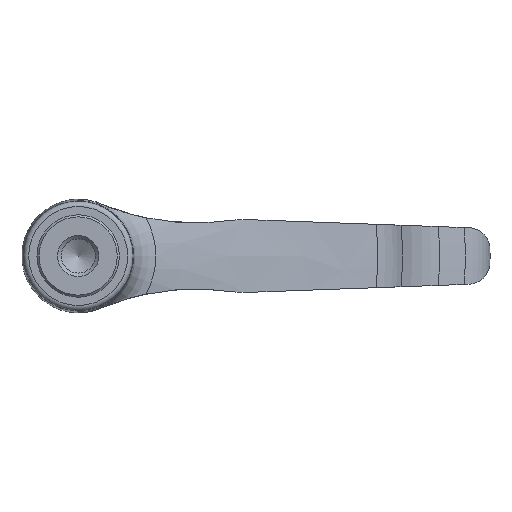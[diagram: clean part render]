
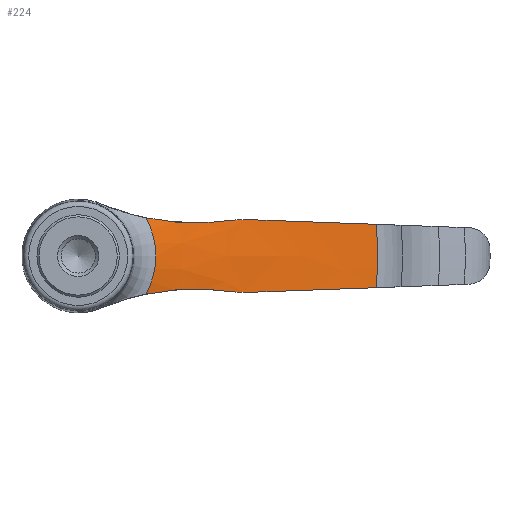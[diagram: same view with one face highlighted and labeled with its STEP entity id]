
A CAD part, front view. The second image highlights one B-rep face of the part: STEP entity #224.
In plain terms, the highlighted free-form (B-spline) face has degree [3, 3] with [4, 4] control points.
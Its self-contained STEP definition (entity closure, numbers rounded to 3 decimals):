
#224 = ADVANCED_FACE( '', ( #466 ), #467, .F. );
#466 = FACE_OUTER_BOUND( '', #710, .T. );
#467 = ( BOUNDED_SURFACE(  )B_SPLINE_SURFACE( 3, 3, ( ( #713, #714, #715, #716 ), ( #717, #718, #719, #720 ), ( #721, #722, #723, #724 ), ( #725, #726, #727, #728 ) ), .UNSPECIFIED., .F., .F., .F. )B_SPLINE_SURFACE_WITH_KNOTS( ( 4, 4 ), ( 4, 4 ), ( 5.763, 6.803 ), ( -2.047, -1.826 ), .UNSPECIFIED. )GEOMETRIC_REPRESENTATION_ITEM(  )RATIONAL_B_SPLINE_SURFACE( ( ( 1., 0.912, 0.912, 1. ), ( 0.996, 0.908, 0.908, 0.996 ), ( 0.996, 0.908, 0.908, 0.996 ), ( 1., 0.912, 0.912, 1. ) ) )REPRESENTATION_ITEM( '' )SURFACE(  ) );
#710 = EDGE_LOOP( '', ( #1324, #1325, #1326, #1327, #1328, #1329, #1330, #1331 ) );
#713 = CARTESIAN_POINT( '', ( 50.504, 42.6, -28.923 ) );
#714 = CARTESIAN_POINT( '', ( 61.013, 42.6, -10.573 ) );
#715 = CARTESIAN_POINT( '', ( 61.013, 42.6, 10.573 ) );
#716 = CARTESIAN_POINT( '', ( 50.504, 42.6, 28.923 ) );
#717 = CARTESIAN_POINT( '', ( 37.534, 38.702, -21.495 ) );
#718 = CARTESIAN_POINT( '', ( 45.344, 38.702, -7.858 ) );
#719 = CARTESIAN_POINT( '', ( 45.344, 38.702, 7.858 ) );
#720 = CARTESIAN_POINT( '', ( 37.534, 38.702, 21.495 ) );
#721 = CARTESIAN_POINT( '', ( 25.016, 33.18, -14.326 ) );
#722 = CARTESIAN_POINT( '', ( 30.222, 33.18, -5.237 ) );
#723 = CARTESIAN_POINT( '', ( 30.222, 33.18, 5.237 ) );
#724 = CARTESIAN_POINT( '', ( 25.016, 33.18, 14.326 ) );
#725 = CARTESIAN_POINT( '', ( 13.103, 26.1, -7.504 ) );
#726 = CARTESIAN_POINT( '', ( 15.83, 26.1, -2.743 ) );
#727 = CARTESIAN_POINT( '', ( 15.83, 26.1, 2.743 ) );
#728 = CARTESIAN_POINT( '', ( 13.103, 26.1, 7.504 ) );
#1324 = ORIENTED_EDGE( '', *, *, #1653, .F. );
#1325 = ORIENTED_EDGE( '', *, *, #1438, .T. );
#1326 = ORIENTED_EDGE( '', *, *, #1679, .T. );
#1327 = ORIENTED_EDGE( '', *, *, #1680, .T. );
#1328 = ORIENTED_EDGE( '', *, *, #1534, .T. );
#1329 = ORIENTED_EDGE( '', *, *, #1498, .T. );
#1330 = ORIENTED_EDGE( '', *, *, #1507, .F. );
#1331 = ORIENTED_EDGE( '', *, *, #1630, .F. );
#1438 = EDGE_CURVE( '', #1698, #1702, #1704, .T. );
#1498 = EDGE_CURVE( '', #1803, #1805, #1807, .T. );
#1507 = EDGE_CURVE( '', #1820, #1805, #1822, .T. );
#1534 = EDGE_CURVE( '', #1863, #1803, #1864, .T. );
#1630 = EDGE_CURVE( '', #2009, #1820, #2011, .T. );
#1653 = EDGE_CURVE( '', #1698, #2009, #2039, .T. );
#1679 = EDGE_CURVE( '', #1702, #2068, #2069, .T. );
#1680 = EDGE_CURVE( '', #2068, #1863, #2070, .T. );
#1698 = VERTEX_POINT( '', #2088 );
#1702 = VERTEX_POINT( '', #2096 );
#1704 = B_SPLINE_CURVE_WITH_KNOTS( '', 3, ( #2099, #2100, #2101, #2102 ), .UNSPECIFIED., .F., .F., ( 4, 4 ), ( 0., 0.002 ), .UNSPECIFIED. );
#1803 = VERTEX_POINT( '', #2245 );
#1805 = VERTEX_POINT( '', #2248 );
#1807 = B_SPLINE_CURVE_WITH_KNOTS( '', 3, ( #2251, #2252, #2253, #2254 ), .UNSPECIFIED., .F., .F., ( 4, 4 ), ( 0., 0.002 ), .UNSPECIFIED. );
#1820 = VERTEX_POINT( '', #2286 );
#1822 = B_SPLINE_CURVE_WITH_KNOTS( '', 3, ( #2303, #2304, #2305, #2306, #2307, #2308, #2309, #2310, #2311, #2312 ), .UNSPECIFIED., .F., .F., ( 4, 2, 2, 2, 4 ), ( 0., 0.005, 0.009, 0.014, 0.019 ), .UNSPECIFIED. );
#1863 = VERTEX_POINT( '', #2442 );
#1864 = B_SPLINE_CURVE_WITH_KNOTS( '', 3, ( #2443, #2444, #2445, #2446, #2447, #2448 ), .UNSPECIFIED., .F., .F., ( 4, 2, 4 ), ( 0., 0.013, 0.027 ), .UNSPECIFIED. );
#2009 = VERTEX_POINT( '', #2762 );
#2011 = CIRCLE( '', #2779, 15.1 );
#2039 = B_SPLINE_CURVE_WITH_KNOTS( '', 3, ( #2876, #2877, #2878, #2879, #2880, #2881, #2882, #2883, #2884, #2885 ), .UNSPECIFIED., .F., .F., ( 4, 2, 2, 2, 4 ), ( 0., 0.005, 0.009, 0.014, 0.019 ), .UNSPECIFIED. );
#2068 = VERTEX_POINT( '', #2937 );
#2069 = B_SPLINE_CURVE_WITH_KNOTS( '', 3, ( #2938, #2939, #2940, #2941, #2942, #2943 ), .UNSPECIFIED., .F., .F., ( 4, 2, 4 ), ( 0., 0.013, 0.027 ), .UNSPECIFIED. );
#2070 = CIRCLE( '', #2944, 58.2 );
#2088 = CARTESIAN_POINT( '', ( 30.4, 33.553, -6.986 ) );
#2096 = CARTESIAN_POINT( '', ( 32.3, 34.317, -7.092 ) );
#2099 = CARTESIAN_POINT( '', ( 30.4, 33.553, -6.986 ) );
#2100 = CARTESIAN_POINT( '', ( 31.027, 33.815, -7.082 ) );
#2101 = CARTESIAN_POINT( '', ( 31.661, 34.069, -7.118 ) );
#2102 = CARTESIAN_POINT( '', ( 32.3, 34.317, -7.092 ) );
#2245 = CARTESIAN_POINT( '', ( 32.3, 34.317, 7.092 ) );
#2248 = CARTESIAN_POINT( '', ( 30.4, 33.553, 6.986 ) );
#2251 = CARTESIAN_POINT( '', ( 32.3, 34.317, 7.092 ) );
#2252 = CARTESIAN_POINT( '', ( 31.661, 34.069, 7.118 ) );
#2253 = CARTESIAN_POINT( '', ( 31.027, 33.815, 7.082 ) );
#2254 = CARTESIAN_POINT( '', ( 30.4, 33.553, 6.986 ) );
#2286 = CARTESIAN_POINT( '', ( 13.149, 26.1, 7.423 ) );
#2303 = CARTESIAN_POINT( '', ( 13.149, 26.1, 7.423 ) );
#2304 = CARTESIAN_POINT( '', ( 14.595, 26.674, 7.127 ) );
#2305 = CARTESIAN_POINT( '', ( 16.026, 27.292, 6.901 ) );
#2306 = CARTESIAN_POINT( '', ( 18.885, 28.545, 6.576 ) );
#2307 = CARTESIAN_POINT( '', ( 20.313, 29.183, 6.477 ) );
#2308 = CARTESIAN_POINT( '', ( 23.178, 30.452, 6.404 ) );
#2309 = CARTESIAN_POINT( '', ( 24.615, 31.085, 6.43 ) );
#2310 = CARTESIAN_POINT( '', ( 27.502, 32.334, 6.61 ) );
#2311 = CARTESIAN_POINT( '', ( 28.954, 32.951, 6.765 ) );
#2312 = CARTESIAN_POINT( '', ( 30.4, 33.553, 6.986 ) );
#2442 = CARTESIAN_POINT( '', ( 57.874, 42.6, 6.154 ) );
#2443 = CARTESIAN_POINT( '', ( 57.874, 42.6, 6.154 ) );
#2444 = CARTESIAN_POINT( '', ( 53.528, 41.478, 6.313 ) );
#2445 = CARTESIAN_POINT( '', ( 49.225, 40.222, 6.471 ) );
#2446 = CARTESIAN_POINT( '', ( 40.703, 37.455, 6.784 ) );
#2447 = CARTESIAN_POINT( '', ( 36.483, 35.944, 6.938 ) );
#2448 = CARTESIAN_POINT( '', ( 32.3, 34.317, 7.092 ) );
#2762 = CARTESIAN_POINT( '', ( 13.149, 26.1, -7.423 ) );
#2779 = AXIS2_PLACEMENT_3D( '', #3197, #3198, #3199 );
#2876 = CARTESIAN_POINT( '', ( 30.4, 33.553, -6.986 ) );
#2877 = CARTESIAN_POINT( '', ( 28.953, 32.951, -6.765 ) );
#2878 = CARTESIAN_POINT( '', ( 27.511, 32.338, -6.611 ) );
#2879 = CARTESIAN_POINT( '', ( 24.634, 31.093, -6.431 ) );
#2880 = CARTESIAN_POINT( '', ( 23.2, 30.462, -6.404 ) );
#2881 = CARTESIAN_POINT( '', ( 20.335, 29.192, -6.476 ) );
#2882 = CARTESIAN_POINT( '', ( 18.905, 28.554, -6.575 ) );
#2883 = CARTESIAN_POINT( '', ( 16.035, 27.296, -6.9 ) );
#2884 = CARTESIAN_POINT( '', ( 14.594, 26.674, -7.127 ) );
#2885 = CARTESIAN_POINT( '', ( 13.149, 26.1, -7.423 ) );
#2937 = CARTESIAN_POINT( '', ( 57.874, 42.6, -6.154 ) );
#2938 = CARTESIAN_POINT( '', ( 32.3, 34.317, -7.092 ) );
#2939 = CARTESIAN_POINT( '', ( 36.483, 35.944, -6.938 ) );
#2940 = CARTESIAN_POINT( '', ( 40.703, 37.455, -6.784 ) );
#2941 = CARTESIAN_POINT( '', ( 49.225, 40.222, -6.471 ) );
#2942 = CARTESIAN_POINT( '', ( 53.528, 41.478, -6.313 ) );
#2943 = CARTESIAN_POINT( '', ( 57.874, 42.6, -6.154 ) );
#2944 = AXIS2_PLACEMENT_3D( '', #3243, #3244, #3245 );
#3197 = CARTESIAN_POINT( '', ( 0., 26.1, 0. ) );
#3198 = DIRECTION( '', ( 0., -1., 0. ) );
#3199 = DIRECTION( '', ( 1., 0., 0. ) );
#3243 = CARTESIAN_POINT( '', ( 0., 42.6, 0. ) );
#3244 = DIRECTION( '', ( 0., -1., 0. ) );
#3245 = DIRECTION( '', ( 1., 0., 0. ) );
